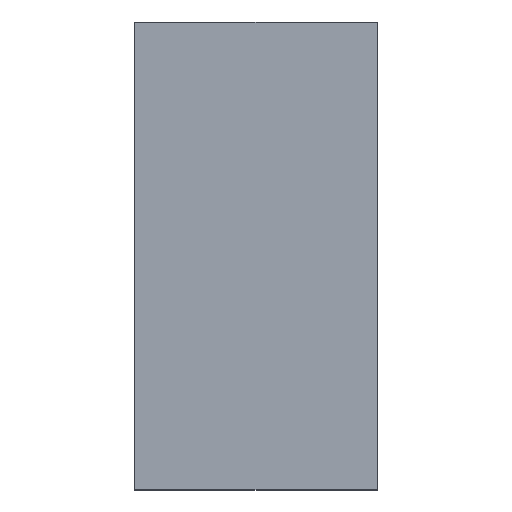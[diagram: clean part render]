
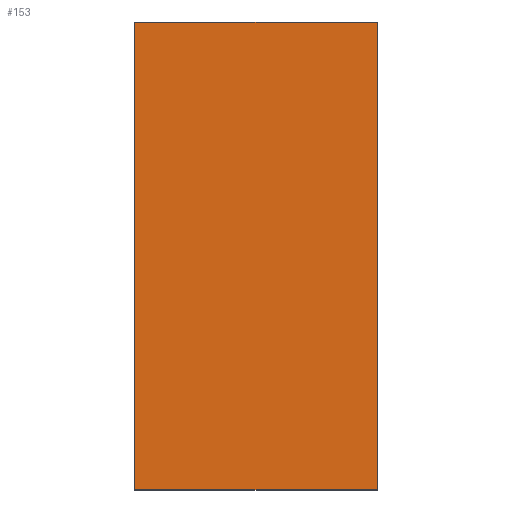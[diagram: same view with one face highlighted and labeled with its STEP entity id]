
A CAD part, top view. The second image highlights one B-rep face of the part: STEP entity #153.
In plain terms, the highlighted planar face has unit normal (0, 0, 1).
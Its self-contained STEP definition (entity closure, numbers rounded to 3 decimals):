
#3 = VERTEX_POINT ( 'NONE', #48 ) ;
#16 = CARTESIAN_POINT ( 'NONE',  ( 0., 0., 4. ) ) ;
#25 = VERTEX_POINT ( 'NONE', #81 ) ;
#27 = EDGE_CURVE ( 'NONE', #3, #25, #230, .T. ) ;
#38 = LINE ( 'NONE', #121, #179 ) ;
#45 = VECTOR ( 'NONE', #119, 1000. ) ;
#46 = VERTEX_POINT ( 'NONE', #126 ) ;
#47 = EDGE_CURVE ( 'NONE', #46, #25, #122, .T. ) ;
#48 = CARTESIAN_POINT ( 'NONE',  ( -324.5, -625., 4. ) ) ;
#52 = FACE_OUTER_BOUND ( 'NONE', #210, .T. ) ;
#53 = DIRECTION ( 'NONE',  ( -1., 0., 0. ) ) ;
#58 = EDGE_CURVE ( 'NONE', #63, #3, #38, .T. ) ;
#63 = VERTEX_POINT ( 'NONE', #237 ) ;
#70 = DIRECTION ( 'NONE',  ( 1., 0., 0. ) ) ;
#73 = VECTOR ( 'NONE', #200, 1000. ) ;
#81 = CARTESIAN_POINT ( 'NONE',  ( -324.5, 625., 4. ) ) ;
#94 = EDGE_CURVE ( 'NONE', #63, #46, #125, .T. ) ;
#105 = CARTESIAN_POINT ( 'NONE',  ( 324.5, 625., 4. ) ) ;
#119 = DIRECTION ( 'NONE',  ( 0., 1., 0. ) ) ;
#121 = CARTESIAN_POINT ( 'NONE',  ( 324.5, -625., 4. ) ) ;
#122 = LINE ( 'NONE', #105, #212 ) ;
#125 = LINE ( 'NONE', #217, #73 ) ;
#126 = CARTESIAN_POINT ( 'NONE',  ( 324.5, 625., 4. ) ) ;
#151 = CARTESIAN_POINT ( 'NONE',  ( -324.5, -625., 4. ) ) ;
#153 = ADVANCED_FACE ( 'NONE', ( #52 ), #195, .T. ) ;
#154 = AXIS2_PLACEMENT_3D ( 'NONE', #16, #164, #70 ) ;
#164 = DIRECTION ( 'NONE',  ( 0., 0., 1. ) ) ;
#174 = ORIENTED_EDGE ( 'NONE', *, *, #58, .F. ) ;
#179 = VECTOR ( 'NONE', #53, 1000. ) ;
#183 = DIRECTION ( 'NONE',  ( -1., 0., 0. ) ) ;
#195 = PLANE ( 'NONE',  #154 ) ;
#200 = DIRECTION ( 'NONE',  ( 0., 1., 0. ) ) ;
#207 = ORIENTED_EDGE ( 'NONE', *, *, #47, .T. ) ;
#210 = EDGE_LOOP ( 'NONE', ( #225, #207, #222, #174 ) ) ;
#212 = VECTOR ( 'NONE', #183, 1000. ) ;
#217 = CARTESIAN_POINT ( 'NONE',  ( 324.5, -625., 4. ) ) ;
#222 = ORIENTED_EDGE ( 'NONE', *, *, #27, .F. ) ;
#225 = ORIENTED_EDGE ( 'NONE', *, *, #94, .T. ) ;
#230 = LINE ( 'NONE', #151, #45 ) ;
#237 = CARTESIAN_POINT ( 'NONE',  ( 324.5, -625., 4. ) ) ;
